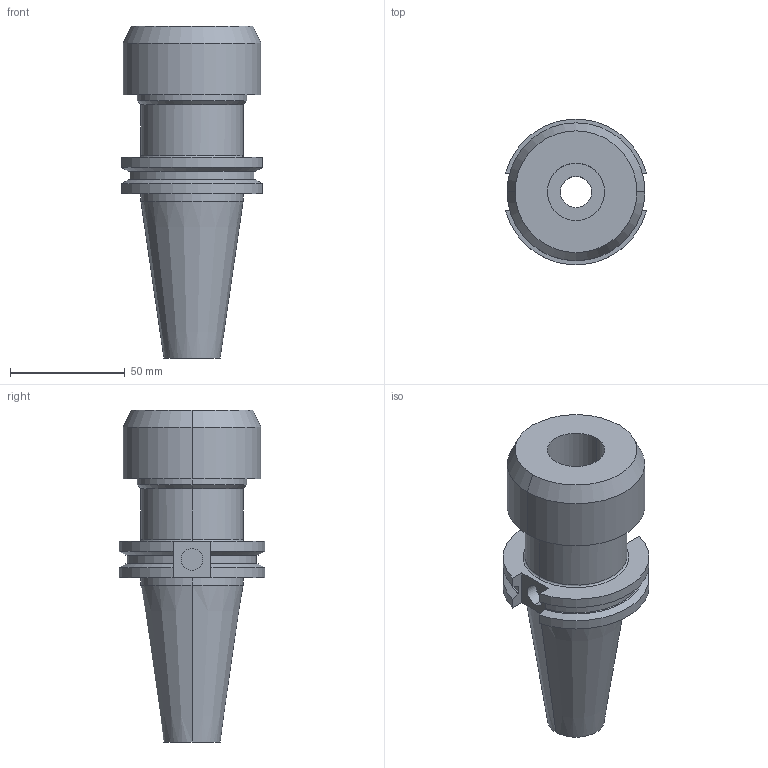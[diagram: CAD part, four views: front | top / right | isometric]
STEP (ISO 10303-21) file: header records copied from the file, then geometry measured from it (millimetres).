
FILE_DESCRIPTION (( 'STEP AP203' ), '1' );
FILE_NAME ('STP-23014-AD+B.STEP', '2020-06-15T10:04:43', ( '' ), ( '' ), 'SwSTEP 2.0', 'SolidWorks 2017', '' );
FILE_SCHEMA (( 'CONFIG_CONTROL_DESIGN' ));
Length unit declared in the file: millimetre
Products named in the file (1): STP-23014-AD+B
Bounding box: 61.35 x 63.26 x 144.45 mm (x, y, z)
Volume: 195299.3 mm3; surface area: 36552.3 mm2
Topology: 1 solids, 1 shells, 60 faces, 141 edges, 89 vertices
Faces by surface type: cylinder 26, plane 19, cone 12, torus 2, bspline 1
Entity records: 1862 total; most frequent: CARTESIAN_POINT 366, DIRECTION 316, ORIENTED_EDGE 282, EDGE_CURVE 141, AXIS2_PLACEMENT_3D 125, VERTEX_POINT 89, EDGE_LOOP 68, VECTOR 66
